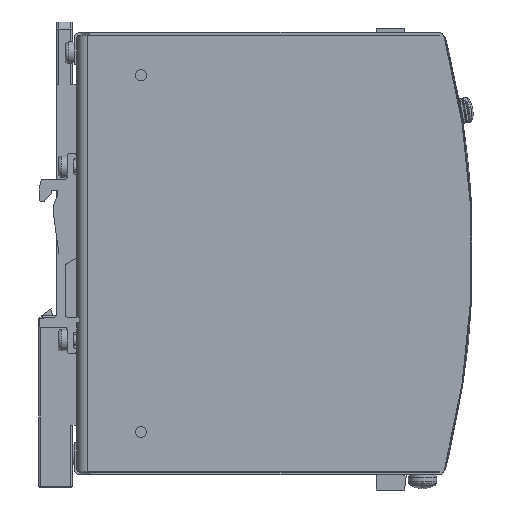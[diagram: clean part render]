
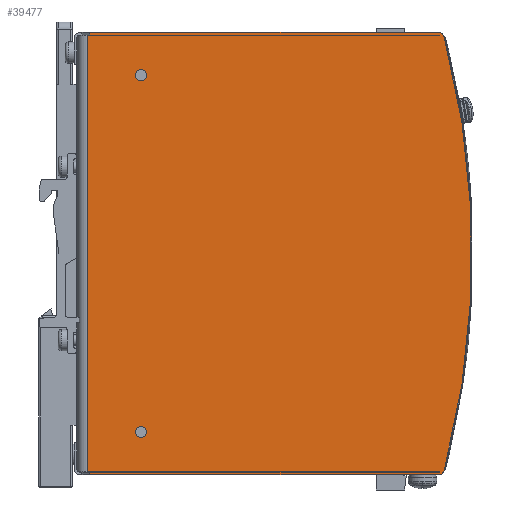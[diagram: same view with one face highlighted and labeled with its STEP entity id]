
A CAD part, front view. The second image highlights one B-rep face of the part: STEP entity #39477.
In plain terms, the highlighted planar face has unit normal (0, -1, 0).
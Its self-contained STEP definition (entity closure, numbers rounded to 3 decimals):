
#75=DIRECTION('',(-1.,0.,0.));
#76=VECTOR('',#75,97.631);
#77=CARTESIAN_POINT('',(101.281,-19.5,-62.));
#78=LINE('',#77,#76);
#193=DIRECTION('',(1.,0.,0.));
#194=VECTOR('',#193,97.631);
#195=CARTESIAN_POINT('',(3.65,-19.5,-61.25));
#196=LINE('',#195,#194);
#588=DIRECTION('',(1.,0.,0.));
#589=VECTOR('',#588,98.717);
#590=CARTESIAN_POINT('',(3.,-19.5,61.15));
#591=LINE('',#590,#589);
#2243=DIRECTION('',(0.,0.,1.));
#2244=VECTOR('',#2243,122.3);
#2245=CARTESIAN_POINT('',(3.,-19.5,-61.15));
#2246=LINE('',#2245,#2244);
#2303=DIRECTION('',(0.,0.,1.));
#2304=VECTOR('',#2303,0.75);
#2305=CARTESIAN_POINT('',(3.65,-19.5,-62.));
#2306=LINE('',#2305,#2304);
#2311=CARTESIAN_POINT('',(101.281,-19.5,60.25));
#2312=DIRECTION('',(0.,1.,0.));
#2313=DIRECTION('',(0.,0.,1.));
#2314=AXIS2_PLACEMENT_3D('',#2311,#2312,#2313);
#2316=CARTESIAN_POINT('',(101.281,-19.5,60.25));
#2317=DIRECTION('',(0.,-1.,0.));
#2318=DIRECTION('',(0.968,0.,0.252));
#2319=AXIS2_PLACEMENT_3D('',#2316,#2317,#2318);
#2321=CARTESIAN_POINT('',(-130.,-19.5,0.));
#2322=DIRECTION('',(0.,-1.,0.));
#2323=DIRECTION('',(0.968,0.,-0.252));
#2324=AXIS2_PLACEMENT_3D('',#2321,#2322,#2323);
#2326=CARTESIAN_POINT('',(101.281,-19.5,-60.25));
#2327=DIRECTION('',(0.,-1.,0.));
#2328=DIRECTION('',(0.,0.,-1.));
#2329=AXIS2_PLACEMENT_3D('',#2326,#2327,#2328);
#2331=CARTESIAN_POINT('',(101.281,-19.5,-60.25));
#2332=DIRECTION('',(0.,1.,0.));
#2333=DIRECTION('',(0.436,0.,-0.9));
#2334=AXIS2_PLACEMENT_3D('',#2331,#2332,#2333);
#2336=DIRECTION('',(1.,0.,0.));
#2337=VECTOR('',#2336,98.717);
#2338=CARTESIAN_POINT('',(3.,-19.5,-61.15));
#2339=LINE('',#2338,#2337);
#2340=CARTESIAN_POINT('',(18.,-19.5,50.));
#2341=DIRECTION('',(0.,1.,0.));
#2342=DIRECTION('',(1.,0.,0.));
#2343=AXIS2_PLACEMENT_3D('',#2340,#2341,#2342);
#2345=CARTESIAN_POINT('',(18.,-19.5,50.));
#2346=DIRECTION('',(0.,1.,0.));
#2347=DIRECTION('',(-1.,0.,0.));
#2348=AXIS2_PLACEMENT_3D('',#2345,#2346,#2347);
#2350=CARTESIAN_POINT('',(18.,-19.5,-50.));
#2351=DIRECTION('',(0.,1.,0.));
#2352=DIRECTION('',(1.,0.,0.));
#2353=AXIS2_PLACEMENT_3D('',#2350,#2351,#2352);
#2355=CARTESIAN_POINT('',(18.,-19.5,-50.));
#2356=DIRECTION('',(0.,1.,0.));
#2357=DIRECTION('',(-1.,0.,0.));
#2358=AXIS2_PLACEMENT_3D('',#2355,#2356,#2357);
#2364=DIRECTION('',(-1.,0.,0.));
#2365=VECTOR('',#2364,97.631);
#2366=CARTESIAN_POINT('',(101.281,-19.5,61.25));
#2367=LINE('',#2366,#2365);
#2376=DIRECTION('',(0.,0.,1.));
#2377=VECTOR('',#2376,0.75);
#2378=CARTESIAN_POINT('',(3.65,-19.5,61.25));
#2379=LINE('',#2378,#2377);
#2388=DIRECTION('',(1.,0.,0.));
#2389=VECTOR('',#2388,97.631);
#2390=CARTESIAN_POINT('',(3.65,-19.5,62.));
#2391=LINE('',#2390,#2389);
#25530=CARTESIAN_POINT('',(3.,-19.5,-61.15));
#25531=CARTESIAN_POINT('',(3.,-19.5,61.15));
#25532=VERTEX_POINT('',#25530);
#25533=VERTEX_POINT('',#25531);
#25534=CARTESIAN_POINT('',(16.4,-19.5,50.));
#25536=VERTEX_POINT('',#25534);
#25538=CARTESIAN_POINT('',(19.6,-19.5,50.));
#25540=VERTEX_POINT('',#25538);
#25542=CARTESIAN_POINT('',(16.4,-19.5,-50.));
#25544=VERTEX_POINT('',#25542);
#25546=CARTESIAN_POINT('',(19.6,-19.5,-50.));
#25548=VERTEX_POINT('',#25546);
#30380=CARTESIAN_POINT('',(3.65,-19.5,-61.25));
#30382=VERTEX_POINT('',#30380);
#30385=CARTESIAN_POINT('',(3.65,-19.5,-62.));
#30386=VERTEX_POINT('',#30385);
#30388=CARTESIAN_POINT('',(3.65,-19.5,62.));
#30390=VERTEX_POINT('',#30388);
#30393=CARTESIAN_POINT('',(3.65,-19.5,61.25));
#30394=VERTEX_POINT('',#30393);
#30407=CARTESIAN_POINT('',(101.281,-19.5,61.25));
#30408=VERTEX_POINT('',#30407);
#30411=CARTESIAN_POINT('',(101.281,-19.5,-62.));
#30412=VERTEX_POINT('',#30411);
#30413=CARTESIAN_POINT('',(101.281,-19.5,-61.25));
#30414=VERTEX_POINT('',#30413);
#30415=CARTESIAN_POINT('',(102.975,-19.5,-60.691));
#30416=VERTEX_POINT('',#30415);
#30417=CARTESIAN_POINT('',(102.975,-19.5,60.691));
#30418=VERTEX_POINT('',#30417);
#30419=CARTESIAN_POINT('',(101.281,-19.5,62.));
#30420=VERTEX_POINT('',#30419);
#30445=CARTESIAN_POINT('',(101.717,-19.5,-61.15));
#30446=VERTEX_POINT('',#30445);
#30487=CARTESIAN_POINT('',(101.717,-19.5,61.15));
#30488=VERTEX_POINT('',#30487);
#39438=CARTESIAN_POINT('',(130.,-19.5,-61.15));
#39439=DIRECTION('',(0.,-1.,0.));
#39440=DIRECTION('',(0.,0.,-1.));
#39441=AXIS2_PLACEMENT_3D('',#39438,#39439,#39440);
#39442=PLANE('',#39441);
#39443=ORIENTED_EDGE('',*,*,#36236,.T.);
#39444=ORIENTED_EDGE('',*,*,#35992,.F.);
#39446=ORIENTED_EDGE('',*,*,#39445,.T.);
#39448=ORIENTED_EDGE('',*,*,#39447,.T.);
#39450=ORIENTED_EDGE('',*,*,#39449,.T.);
#39452=ORIENTED_EDGE('',*,*,#39451,.F.);
#39454=ORIENTED_EDGE('',*,*,#39453,.F.);
#39456=ORIENTED_EDGE('',*,*,#39455,.F.);
#39457=ORIENTED_EDGE('',*,*,#32812,.T.);
#39458=ORIENTED_EDGE('',*,*,#39424,.T.);
#39459=ORIENTED_EDGE('',*,*,#34390,.T.);
#39460=ORIENTED_EDGE('',*,*,#35921,.F.);
#39461=ORIENTED_EDGE('',*,*,#34327,.F.);
#39462=ORIENTED_EDGE('',*,*,#39330,.T.);
#39463=EDGE_LOOP('',(#39443,#39444,#39446,#39448,#39450,#39452,#39454,#39456,
#39457,#39458,#39459,#39460,#39461,#39462));
#39464=FACE_OUTER_BOUND('',#39463,.F.);
#39466=ORIENTED_EDGE('',*,*,#39465,.F.);
#39468=ORIENTED_EDGE('',*,*,#39467,.F.);
#39469=EDGE_LOOP('',(#39466,#39468));
#39470=FACE_BOUND('',#39469,.F.);
#39472=ORIENTED_EDGE('',*,*,#39471,.F.);
#39474=ORIENTED_EDGE('',*,*,#39473,.F.);
#39475=EDGE_LOOP('',(#39472,#39474));
#39476=FACE_BOUND('',#39475,.F.);
#39477=ADVANCED_FACE('',(#39464,#39470,#39476),#39442,.T.);
#2315=CIRCLE('',#2314,1.);
#2320=CIRCLE('',#2319,1.75);
#2325=CIRCLE('',#2324,240.75);
#2330=CIRCLE('',#2329,1.75);
#2335=CIRCLE('',#2334,1.);
#2344=CIRCLE('',#2343,1.6);
#2349=CIRCLE('',#2348,1.6);
#2354=CIRCLE('',#2353,1.6);
#2359=CIRCLE('',#2358,1.6);
#32812=EDGE_CURVE('',#30412,#30386,#78,.T.);
#34327=EDGE_CURVE('',#25532,#30446,#2339,.T.);
#34390=EDGE_CURVE('',#30382,#30414,#196,.T.);
#35921=EDGE_CURVE('',#30446,#30414,#2335,.T.);
#35992=EDGE_CURVE('',#30408,#30488,#2315,.T.);
#36236=EDGE_CURVE('',#25533,#30488,#591,.T.);
#39330=EDGE_CURVE('',#25532,#25533,#2246,.T.);
#39424=EDGE_CURVE('',#30386,#30382,#2306,.T.);
#39445=EDGE_CURVE('',#30408,#30394,#2367,.T.);
#39447=EDGE_CURVE('',#30394,#30390,#2379,.T.);
#39449=EDGE_CURVE('',#30390,#30420,#2391,.T.);
#39451=EDGE_CURVE('',#30418,#30420,#2320,.T.);
#39453=EDGE_CURVE('',#30416,#30418,#2325,.T.);
#39455=EDGE_CURVE('',#30412,#30416,#2330,.T.);
#39465=EDGE_CURVE('',#25540,#25536,#2344,.T.);
#39467=EDGE_CURVE('',#25536,#25540,#2349,.T.);
#39471=EDGE_CURVE('',#25548,#25544,#2354,.T.);
#39473=EDGE_CURVE('',#25544,#25548,#2359,.T.);
